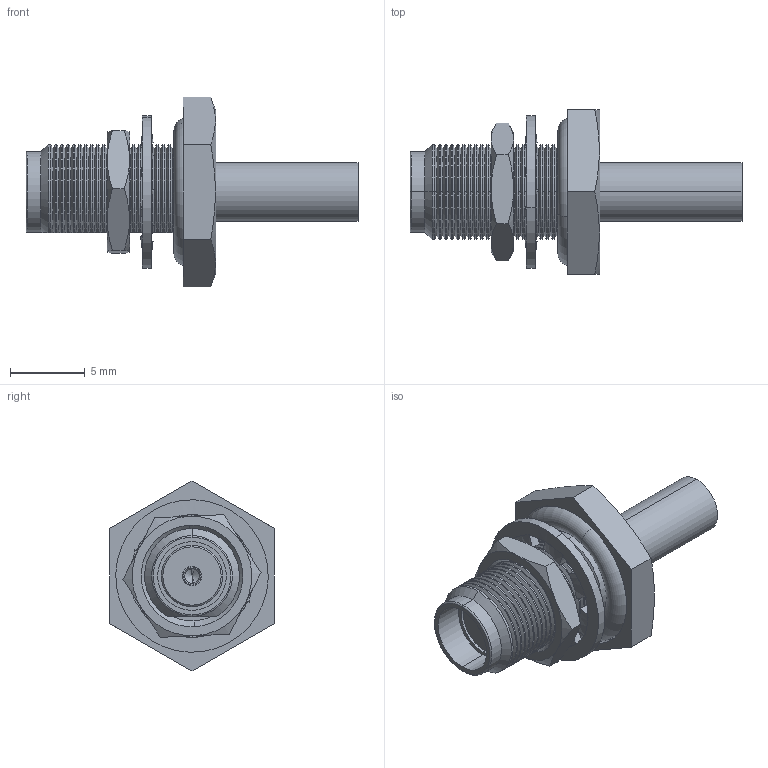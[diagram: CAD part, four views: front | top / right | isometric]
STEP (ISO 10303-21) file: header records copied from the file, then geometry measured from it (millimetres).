
FILE_DESCRIPTION (( 'STEP AP214' ), '1' );
FILE_NAME ('LCCN45957_3D.step', '2025-09-24T20:21:40', ( '' ), ( '' ), 'SwSTEP 2.0', 'SolidWorks 2025', '' );
FILE_SCHEMA (( 'AUTOMOTIVE_DESIGN' ));
Length unit declared in the file: inch
Products named in the file (8): E106-7____; SMB04-2____; E86-4____; E70-1____; LCCN45957_3D; E86-4____-0; E126-1 O____; E86-4______
Assembly tree (7 placements, depth 2):
  LCCN45957_3D
    E86-4____
    E86-4______
    E126-1 O____
    E70-1____
    SMB04-2____
    E86-4____-0
    E106-7____
Bounding box: 22.2 x 11 x 12.7 mm (x, y, z)
Volume: 607.1 mm3; surface area: 1708.7 mm2
Topology: 7 solids, 7 shells, 308 faces, 813 edges, 522 vertices
Faces by surface type: cone 115, cylinder 110, plane 43, bspline 32, torus 8
Entity records: 10312 total; most frequent: CARTESIAN_POINT 2648, ORIENTED_EDGE 1618, DIRECTION 1481, EDGE_CURVE 809, AXIS2_PLACEMENT_3D 603, VERTEX_POINT 522, EDGE_LOOP 329, CIRCLE 317
